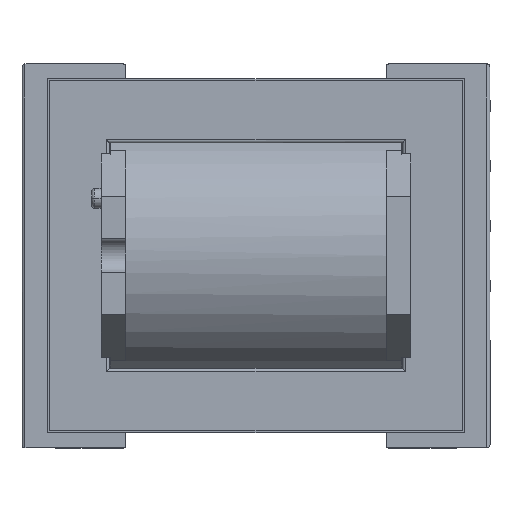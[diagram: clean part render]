
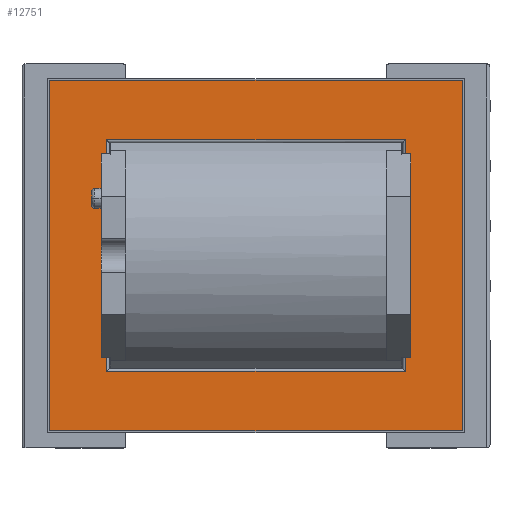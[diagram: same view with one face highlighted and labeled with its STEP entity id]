
A CAD part, top view. The second image highlights one B-rep face of the part: STEP entity #12751.
In plain terms, the highlighted face is planar.
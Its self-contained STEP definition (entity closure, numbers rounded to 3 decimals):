
#481=PLANE('',#13823);
#1053=LINE('',#20815,#1649);
#1055=LINE('',#20826,#1651);
#1060=LINE('',#20867,#1656);
#1061=LINE('',#20869,#1657);
#1062=LINE('',#20870,#1658);
#1063=LINE('',#20873,#1659);
#1064=LINE('',#20875,#1660);
#1065=LINE('',#20877,#1661);
#1649=VECTOR('',#16452,1000.);
#1651=VECTOR('',#16458,1000.);
#1656=VECTOR('',#16503,1000.);
#1657=VECTOR('',#16504,1000.);
#1658=VECTOR('',#16505,1000.);
#1659=VECTOR('',#16506,1000.);
#1660=VECTOR('',#16507,1000.);
#1661=VECTOR('',#16508,1000.);
#4140=ORIENTED_EDGE('',*,*,#5500,.T.);
#4141=ORIENTED_EDGE('',*,*,#5501,.T.);
#4142=ORIENTED_EDGE('',*,*,#5480,.T.);
#4143=ORIENTED_EDGE('',*,*,#5476,.T.);
#4144=ORIENTED_EDGE('',*,*,#5502,.T.);
#4145=ORIENTED_EDGE('',*,*,#5503,.F.);
#4146=ORIENTED_EDGE('',*,*,#5504,.F.);
#4147=ORIENTED_EDGE('',*,*,#5505,.F.);
#5476=EDGE_CURVE('',#6258,#6257,#1053,.T.);
#5480=EDGE_CURVE('',#6261,#6258,#1055,.T.);
#5500=EDGE_CURVE('',#6257,#6273,#1060,.T.);
#5501=EDGE_CURVE('',#6273,#6261,#1061,.T.);
#5502=EDGE_CURVE('',#6274,#6275,#1062,.T.);
#5503=EDGE_CURVE('',#6276,#6275,#1063,.T.);
#5504=EDGE_CURVE('',#6277,#6276,#1064,.T.);
#5505=EDGE_CURVE('',#6274,#6277,#1065,.T.);
#6257=VERTEX_POINT('',#20814);
#6258=VERTEX_POINT('',#20816);
#6261=VERTEX_POINT('',#20827);
#6273=VERTEX_POINT('',#20868);
#6274=VERTEX_POINT('',#20871);
#6275=VERTEX_POINT('',#20872);
#6276=VERTEX_POINT('',#20874);
#6277=VERTEX_POINT('',#20876);
#7400=EDGE_LOOP('',(#4140,#4141,#4142,#4143));
#7401=EDGE_LOOP('',(#4144,#4145,#4146,#4147));
#7997=FACE_BOUND('',#7400,.T.);
#7998=FACE_BOUND('',#7401,.T.);
#12751=ADVANCED_FACE('',(#7997,#7998),#481,.T.);
#13823=AXIS2_PLACEMENT_3D('',#20866,#16501,#16502);
#16452=DIRECTION('',(0.,0.,-1.));
#16458=DIRECTION('',(-1.,0.,0.));
#16501=DIRECTION('',(0.,1.,0.));
#16502=DIRECTION('',(-1.,0.,0.));
#16503=DIRECTION('',(1.,0.,0.));
#16504=DIRECTION('',(0.,0.,1.));
#16505=DIRECTION('',(0.,0.,-1.));
#16506=DIRECTION('',(1.,0.,0.));
#16507=DIRECTION('',(0.,0.,-1.));
#16508=DIRECTION('',(-1.,0.,0.));
#20814=CARTESIAN_POINT('',(-31.95,20.3,-25.642));
#20815=CARTESIAN_POINT('',(-31.95,20.3,-30.6));
#20816=CARTESIAN_POINT('',(-31.95,20.3,-6.358));
#20826=CARTESIAN_POINT('',(-31.7,20.3,-6.358));
#20827=CARTESIAN_POINT('',(-7.05,20.3,-6.358));
#20866=CARTESIAN_POINT('',(-36.7,20.3,-30.6));
#20867=CARTESIAN_POINT('',(-19.5,20.3,-25.642));
#20868=CARTESIAN_POINT('',(-7.05,20.3,-25.642));
#20869=CARTESIAN_POINT('',(-7.05,20.3,-6.803));
#20870=CARTESIAN_POINT('',(-2.3,20.3,-30.6));
#20871=CARTESIAN_POINT('',(-2.3,20.3,-1.4));
#20872=CARTESIAN_POINT('',(-2.3,20.3,-30.6));
#20873=CARTESIAN_POINT('',(-19.5,20.3,-30.6));
#20874=CARTESIAN_POINT('',(-36.7,20.3,-30.6));
#20875=CARTESIAN_POINT('',(-36.7,20.3,-30.6));
#20876=CARTESIAN_POINT('',(-36.7,20.3,-1.4));
#20877=CARTESIAN_POINT('',(-36.7,20.3,-1.4));
